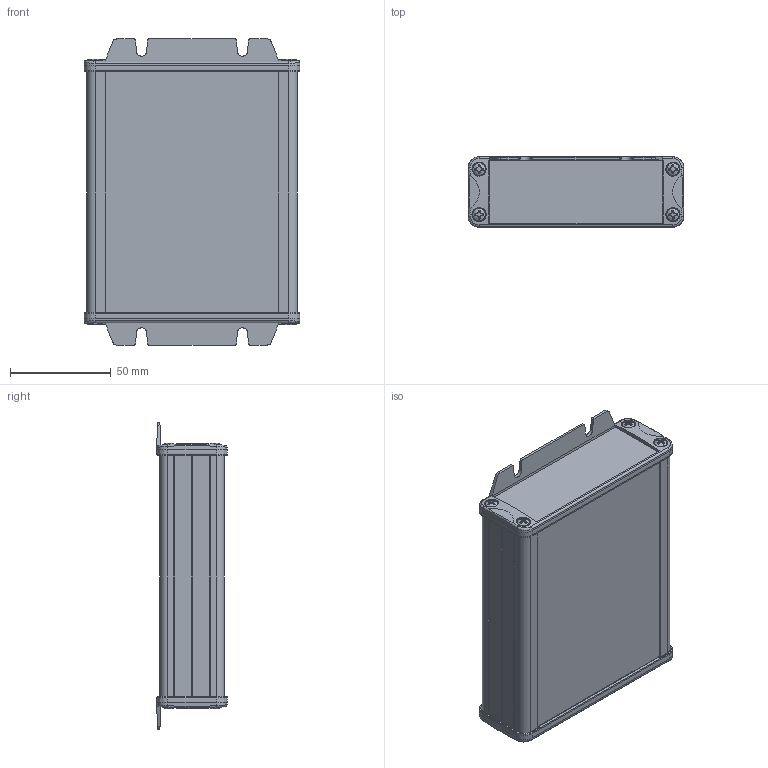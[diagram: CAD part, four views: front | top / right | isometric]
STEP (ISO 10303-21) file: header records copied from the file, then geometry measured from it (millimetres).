
FILE_DESCRIPTION((''),'2;1');
FILE_NAME('STEP''s\1457L1202 Assembly.stp','2013-03-01T11:53:11',('tfoster'),(''),'Autodesk Inventor 2013','Autodesk Inventor 2013','');
FILE_SCHEMA(('AUTOMOTIVE_DESIGN { 1 0 10303 214 1 1 1 1 }'));
Products named in the file (6): 1457L1202 Assembly; 1457L1201 Extrusion; 1457L End PNLFL; 6-32 PH x .5 Screw; O-ring; 1457L Gasket
Assembly tree (20 placements, depth 2):
  1457L1202 Assembly
    1457L1201 Extrusion
    1457L End PNLFL  x2
    6-32 PH x .5 Screw  x7
    O-ring  x8
    1457L Gasket  x2
Bounding box: 106.87 x 34.94 x 151.56 mm (x, y, z)
Volume: 85891.4 mm3; surface area: 102961.8 mm2
Topology: 20 solids, 20 shells, 750 faces, 3022 edges, 2337 vertices
Faces by surface type: plane 371, cylinder 203, cone 66, torus 54, bspline 49, sphere 7
Full cylindrical faces by diameter (mm): 2.5 x8, 3 x8, 3.6 x8, 5 x16, 6.35 x7
Entity records: 15781 total; most frequent: CARTESIAN_POINT 6086, ORIENTED_EDGE 2120, DIRECTION 1905, EDGE_CURVE 1060, VERTEX_POINT 761, AXIS2_PLACEMENT_3D 684, VECTOR 537, LINE 537
